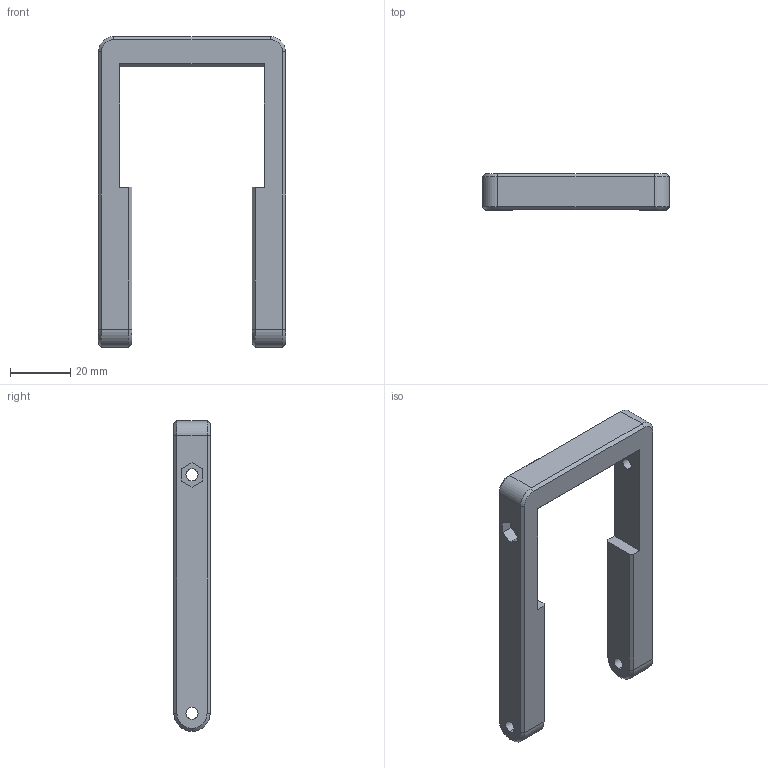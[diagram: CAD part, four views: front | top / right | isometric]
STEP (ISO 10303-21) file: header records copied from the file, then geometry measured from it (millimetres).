
FILE_DESCRIPTION (( 'STEP AP214' ), '1' );
FILE_NAME ('OA-Y30-P07-00.STEP', '2018-10-01T18:13:13', ( '' ), ( '' ), 'SwSTEP 2.0', 'SolidWorks 2014', '' );
FILE_SCHEMA (( 'AUTOMOTIVE_DESIGN' ));
Length unit declared in the file: millimetre
Products named in the file (1): OA-Y30-P07-00
Bounding box: 62 x 12 x 103 mm (x, y, z)
Volume: 26563.7 mm3; surface area: 10763.9 mm2
Topology: 1 solids, 1 shells, 62 faces, 156 edges, 98 vertices
Faces by surface type: plane 38, cylinder 14, cone 10
Entity records: 1884 total; most frequent: DIRECTION 320, CARTESIAN_POINT 317, ORIENTED_EDGE 312, EDGE_CURVE 156, VECTOR 118, LINE 118, AXIS2_PLACEMENT_3D 101, VERTEX_POINT 98
